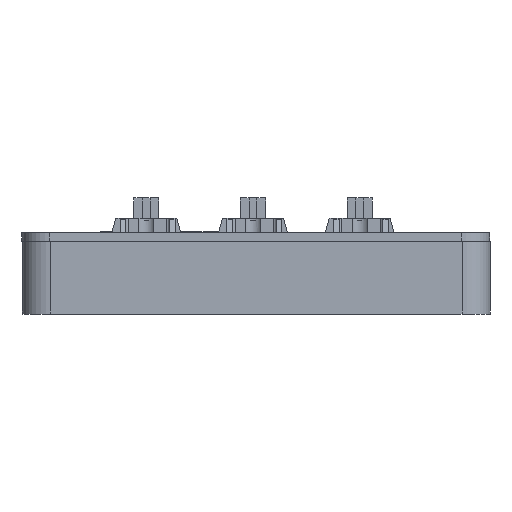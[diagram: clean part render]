
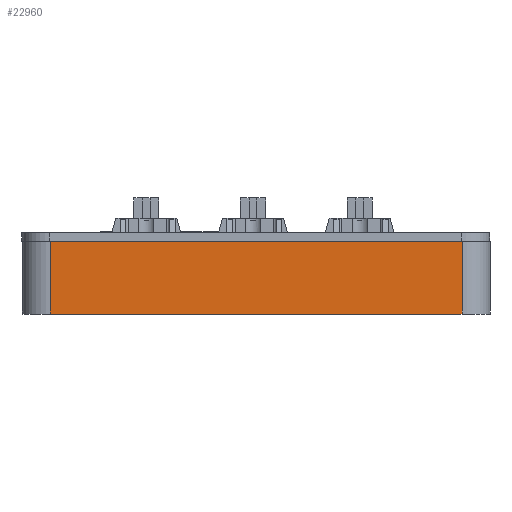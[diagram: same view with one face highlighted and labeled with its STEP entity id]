
A CAD part, front view. The second image highlights one B-rep face of the part: STEP entity #22960.
In plain terms, the highlighted planar face has unit normal (0, -1, 0).
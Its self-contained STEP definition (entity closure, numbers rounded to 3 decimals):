
#2982=FACE_OUTER_BOUND('',#4048,.T.);
#4048=EDGE_LOOP('',(#21460,#21461,#21462,#21463));
#6602=LINE('',#40499,#9160);
#6620=LINE('',#40550,#9178);
#6621=LINE('',#40553,#9179);
#6622=LINE('',#40554,#9180);
#9160=VECTOR('',#29947,10.);
#9178=VECTOR('',#29995,10.);
#9179=VECTOR('',#29998,10.);
#9180=VECTOR('',#29999,10.);
#12273=VERTEX_POINT('',#40496);
#12274=VERTEX_POINT('',#40498);
#12292=VERTEX_POINT('',#40548);
#12293=VERTEX_POINT('',#40552);
#15977=EDGE_CURVE('',#12273,#12274,#6602,.T.);
#16004=EDGE_CURVE('',#12292,#12273,#6620,.T.);
#16005=EDGE_CURVE('',#12293,#12292,#6621,.T.);
#16006=EDGE_CURVE('',#12274,#12293,#6622,.T.);
#21460=ORIENTED_EDGE('',*,*,#16004,.F.);
#21461=ORIENTED_EDGE('',*,*,#16005,.F.);
#21462=ORIENTED_EDGE('',*,*,#16006,.F.);
#21463=ORIENTED_EDGE('',*,*,#15977,.F.);
#21911=PLANE('',#24527);
#22960=ADVANCED_FACE('',(#2982),#21911,.T.);
#24527=AXIS2_PLACEMENT_3D('',#40551,#29996,#29997);
#29947=DIRECTION('',(1.,0.,0.));
#29995=DIRECTION('',(0.,0.,1.));
#29996=DIRECTION('center_axis',(0.,-1.,0.));
#29997=DIRECTION('ref_axis',(1.,0.,0.));
#29998=DIRECTION('',(-1.,0.,0.));
#29999=DIRECTION('',(0.,0.,-1.));
#40496=CARTESIAN_POINT('',(-4.538,-10.14,12.937));
#40498=CARTESIAN_POINT('',(68.962,-10.14,12.937));
#40499=CARTESIAN_POINT('',(73.962,-10.14,12.937));
#40548=CARTESIAN_POINT('',(-4.538,-10.14,-0.063));
#40550=CARTESIAN_POINT('',(-4.538,-10.14,-0.063));
#40551=CARTESIAN_POINT('Origin',(-9.538,-10.14,-0.063));
#40552=CARTESIAN_POINT('',(68.962,-10.14,-0.063));
#40553=CARTESIAN_POINT('',(73.962,-10.14,-0.063));
#40554=CARTESIAN_POINT('',(68.962,-10.14,-0.063));
